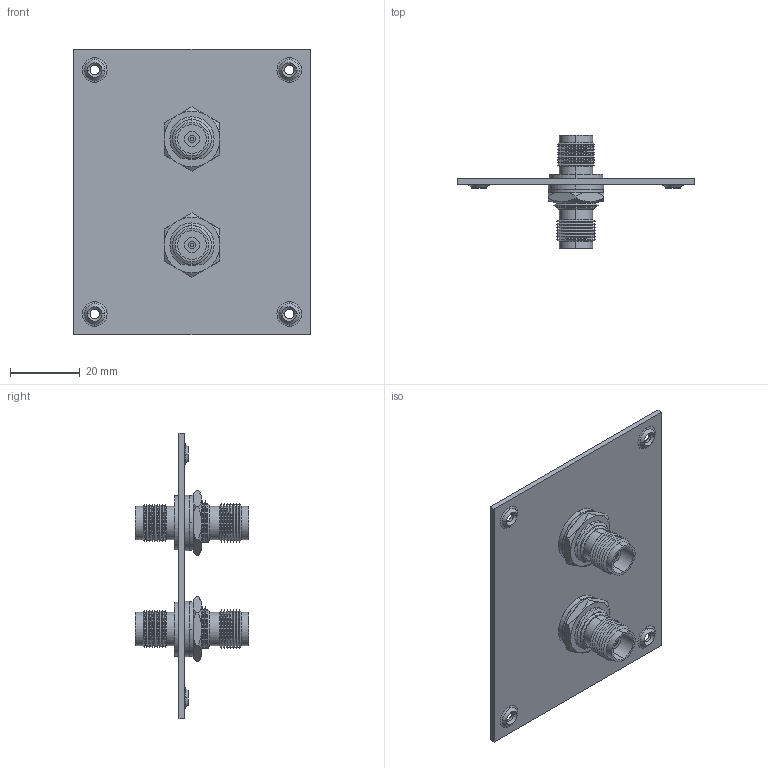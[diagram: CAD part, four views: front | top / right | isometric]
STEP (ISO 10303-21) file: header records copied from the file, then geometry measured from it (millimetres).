
FILE_DESCRIPTION (( 'STEP AP214' ), '1' );
FILE_NAME ('USP2TDB.STEP', '2019-01-07T17:46:42', ( '' ), ( '' ), 'SwSTEP 2.0', 'SolidWorks 2017', '' );
FILE_SCHEMA (( 'AUTOMOTIVE_DESIGN' ));
Length unit declared in the file: inch
Products named in the file (7): BA1090-MA1; USP2TDB; BA1090-MA2; BA1090-MA4; BA1090; BA1090-MA3; 1AR06-003_color, black
Assembly tree (7 placements, depth 3):
  USP2TDB
    1AR06-003_color, black
    BA1090  x2
      BA1090-MA1
      BA1090-MA2
      BA1090-MA3
      BA1090-MA4
Bounding box: 68.07 x 32.5 x 82.04 mm (x, y, z)
Volume: 13468.3 mm3; surface area: 18522.1 mm2
Topology: 9 solids, 9 shells, 634 faces, 1554 edges, 960 vertices
Faces by surface type: cylinder 254, cone 222, plane 142, torus 16
Entity records: 12102 total; most frequent: CARTESIAN_POINT 2018, DIRECTION 1936, ORIENTED_EDGE 1720, EDGE_CURVE 860, AXIS2_PLACEMENT_3D 772, VERTEX_POINT 534, CIRCLE 414, VECTOR 392
